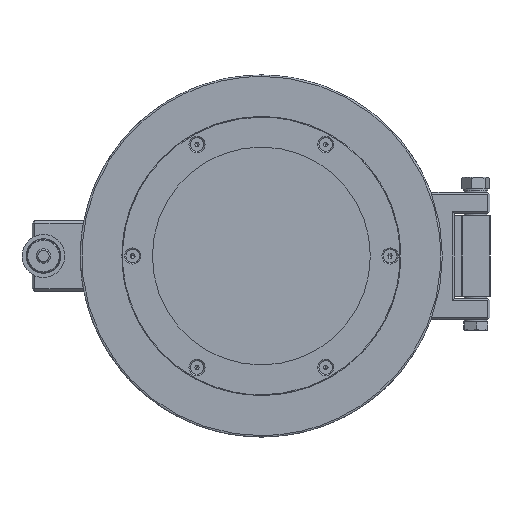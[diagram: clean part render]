
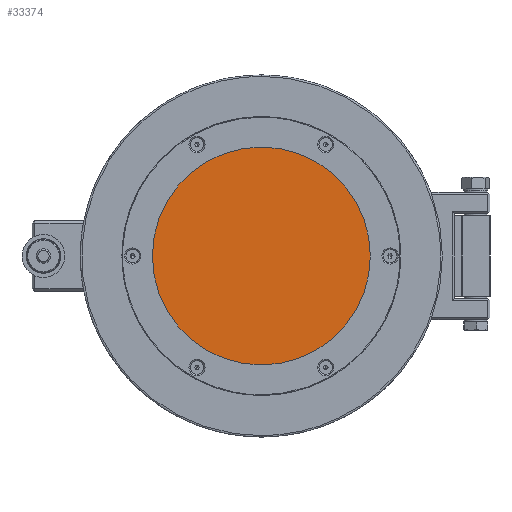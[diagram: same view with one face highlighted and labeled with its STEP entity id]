
A CAD part, front view. The second image highlights one B-rep face of the part: STEP entity #33374.
In plain terms, the highlighted face is planar.
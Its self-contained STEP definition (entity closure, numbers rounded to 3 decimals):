
#3122 = ORIENTED_EDGE ( 'NONE', *, *, #45771, .F. ) ;
#5039 = DIRECTION ( 'NONE',  ( 0., 0., 1. ) ) ;
#5272 = FACE_OUTER_BOUND ( 'NONE', #21042, .T. ) ;
#11388 = CARTESIAN_POINT ( 'NONE',  ( 0., 0., 84. ) ) ;
#12606 = EDGE_CURVE ( 'NONE', #21149, #25784, #32320, .T. ) ;
#18404 = CARTESIAN_POINT ( 'NONE',  ( 0., 0., 84. ) ) ;
#18778 = CARTESIAN_POINT ( 'NONE',  ( 0., -168., -84. ) ) ;
#21042 = EDGE_LOOP ( 'NONE', ( #3122, #25358 ) ) ;
#21149 = VERTEX_POINT ( 'NONE', #11388 ) ;
#22206 = CARTESIAN_POINT ( 'NONE',  ( 0., 0., -84. ) ) ;
#25358 = ORIENTED_EDGE ( 'NONE', *, *, #12606, .F. ) ;
#25784 = VERTEX_POINT ( 'NONE', #34239 ) ;
#27188 =( BOUNDED_CURVE ( )  B_SPLINE_CURVE ( 3, ( #22206, #29158, #36851, #18404 ),
 .UNSPECIFIED., .F., .F. ) 
 B_SPLINE_CURVE_WITH_KNOTS ( ( 4, 4 ),
 ( 0.75, 1.25 ),
 .UNSPECIFIED. ) 
 CURVE ( )  GEOMETRIC_REPRESENTATION_ITEM ( )  RATIONAL_B_SPLINE_CURVE ( ( 1., 0.333, 0.333, 1. ) ) 
 REPRESENTATION_ITEM ( '' )  );
#29158 = CARTESIAN_POINT ( 'NONE',  ( 0., 168., -84. ) ) ;
#29747 = CARTESIAN_POINT ( 'NONE',  ( 0., 0., 84. ) ) ;
#30463 = PLANE ( 'NONE',  #44881 ) ;
#30467 = CARTESIAN_POINT ( 'NONE',  ( 0., 0., -84. ) ) ;
#32320 =( BOUNDED_CURVE ( )  B_SPLINE_CURVE ( 3, ( #29747, #45120, #18778, #30467 ),
 .UNSPECIFIED., .F., .F. ) 
 B_SPLINE_CURVE_WITH_KNOTS ( ( 4, 4 ),
 ( 0.25, 0.75 ),
 .UNSPECIFIED. ) 
 CURVE ( )  GEOMETRIC_REPRESENTATION_ITEM ( )  RATIONAL_B_SPLINE_CURVE ( ( 1., 0.333, 0.333, 1. ) ) 
 REPRESENTATION_ITEM ( '' )  );
#33374 = ADVANCED_FACE ( 'NONE', ( #5272 ), #30463, .T. ) ;
#34239 = CARTESIAN_POINT ( 'NONE',  ( 0., 0., -84. ) ) ;
#36851 = CARTESIAN_POINT ( 'NONE',  ( 0., 168., 84. ) ) ;
#37913 = CARTESIAN_POINT ( 'NONE',  ( 0., 42., 0. ) ) ;
#44881 = AXIS2_PLACEMENT_3D ( 'NONE', #37913, #45116, #5039 ) ;
#45116 = DIRECTION ( 'NONE',  ( -1., 0., 0. ) ) ;
#45120 = CARTESIAN_POINT ( 'NONE',  ( 0., -168., 84. ) ) ;
#45771 = EDGE_CURVE ( 'NONE', #25784, #21149, #27188, .T. ) ;
